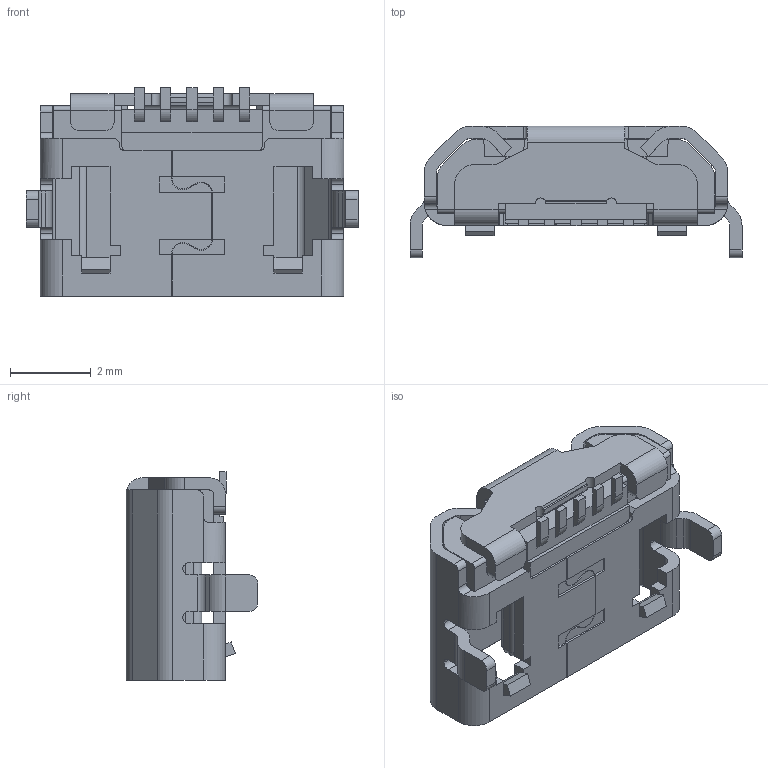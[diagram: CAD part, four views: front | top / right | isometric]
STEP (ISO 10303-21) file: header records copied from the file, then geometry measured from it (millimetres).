
FILE_DESCRIPTION (( 'STEP AP214' ), '1' );
FILE_NAME ('1051640001.STEP', '2019-01-09T11:32:43', ( '' ), ( '' ), 'SwSTEP 2.0', 'SolidWorks 2017', '' );
FILE_SCHEMA (( 'AUTOMOTIVE_DESIGN' ));
Length unit declared in the file: millimetre
Products named in the file (1): 1051640001
Bounding box: 8.2 x 3.25 x 5.15 mm (x, y, z)
Volume: 41.8 mm3; surface area: 270.7 mm2
Topology: 12 solids, 12 shells, 381 faces, 1045 edges, 681 vertices
Faces by surface type: plane 256, cylinder 115, cone 6, bspline 4
Entity records: 12223 total; most frequent: CARTESIAN_POINT 2239, ORIENTED_EDGE 2082, DIRECTION 2028, EDGE_CURVE 1041, LINE 788, VECTOR 788, VERTEX_POINT 681, AXIS2_PLACEMENT_3D 620
